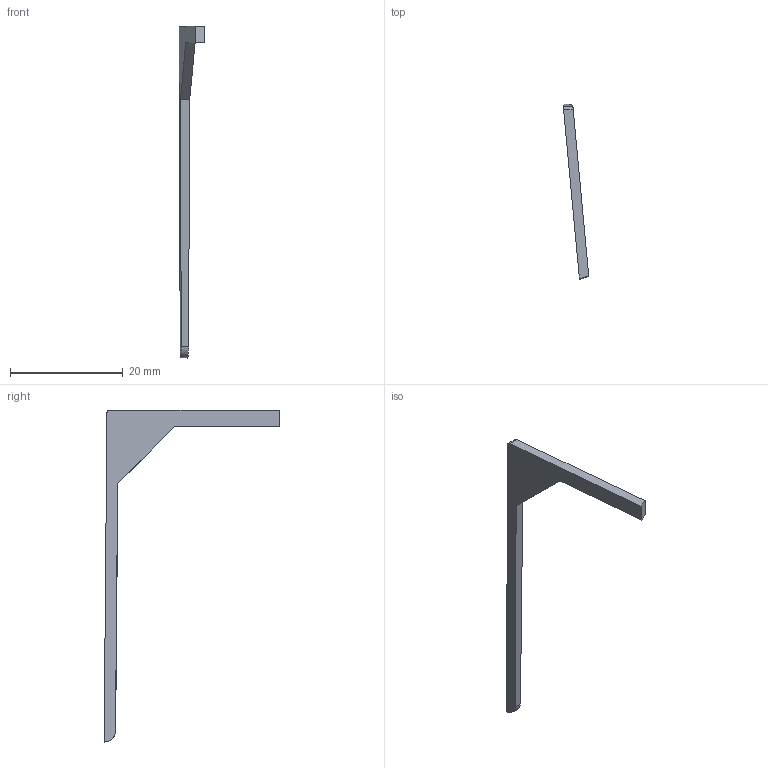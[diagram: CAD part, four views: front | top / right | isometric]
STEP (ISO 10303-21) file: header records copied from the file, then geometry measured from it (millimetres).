
FILE_DESCRIPTION(('CATIA V5 STEP Exchange','CAx-IF Rec.Pracs.--- Model Styling and Organization---1.4--- 2014-01-23'),'2;1');
FILE_NAME('Edeg_stfffener_59_30_.stp','2023-08-14T08:16:56+00:00',('none'),('none'),'CATIA Version 5-6 Release 2017','CATIA V5 STEP AP214','none');
FILE_SCHEMA(('AUTOMOTIVE_DESIGN { 1 0 10303 214 1 1 1 1 }'));
Length unit declared in the file: millimetre
Products named in the file (1): mjmq310CBAE7ldre
Bounding box: 4.52 x 31.24 x 59 mm (x, y, z)
Volume: 404.1 mm3; surface area: 776 mm2
Topology: 1 solids, 1 shells, 10 faces, 24 edges, 16 vertices
Faces by surface type: plane 7, bspline 2, cylinder 1
Entity records: 367 total; most frequent: CARTESIAN_POINT 125, ORIENTED_EDGE 48, DIRECTION 35, EDGE_CURVE 24, VECTOR 19, LINE 19, VERTEX_POINT 16, ADVANCED_FACE 10
